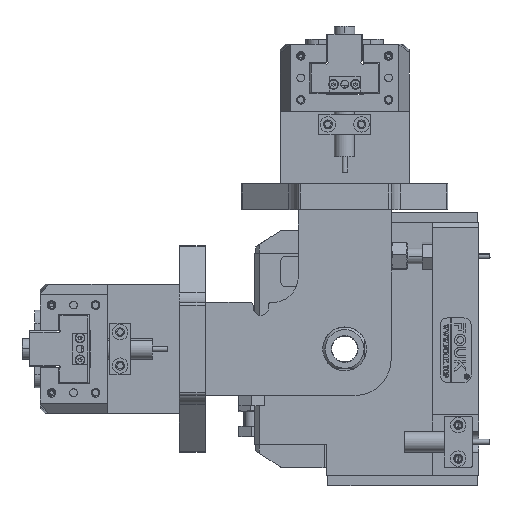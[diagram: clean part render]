
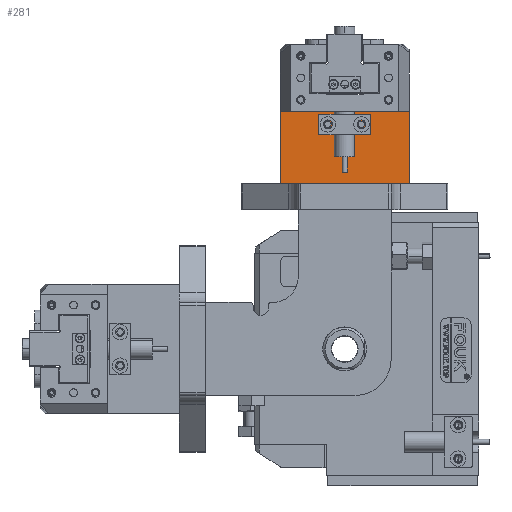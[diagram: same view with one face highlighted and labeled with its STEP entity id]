
A CAD part, left-side view. The second image highlights one B-rep face of the part: STEP entity #281.
In plain terms, the highlighted planar face has unit normal (-1, 0, 0).
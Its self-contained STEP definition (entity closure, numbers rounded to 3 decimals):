
#281 = ADVANCED_FACE ( 'NONE', ( #29255, #46149, #16713 ), #56886, .F. ) ;
#331 = CARTESIAN_POINT ( 'NONE',  ( -33.185, -0.48, 105.411 ) ) ;
#596 = AXIS2_PLACEMENT_3D ( 'NONE', #6964, #30612, #3631 ) ;
#859 = CIRCLE ( 'NONE', #25524, 1.25 ) ;
#995 = ORIENTED_EDGE ( 'NONE', *, *, #13151, .F. ) ;
#3288 = ORIENTED_EDGE ( 'NONE', *, *, #54575, .F. ) ;
#3631 = DIRECTION ( 'NONE',  ( 0., 0., 1. ) ) ;
#4490 = CIRCLE ( 'NONE', #18404, 1.25 ) ;
#4731 = CIRCLE ( 'NONE', #24636, 1.25 ) ;
#6174 = CARTESIAN_POINT ( 'NONE',  ( -33.185, -18.98, 99.161 ) ) ;
#6444 = ORIENTED_EDGE ( 'NONE', *, *, #55460, .T. ) ;
#6783 = DIRECTION ( 'NONE',  ( 0., 1., 0. ) ) ;
#6964 = CARTESIAN_POINT ( 'NONE',  ( -33.185, -0.48, 104.161 ) ) ;
#7668 = VERTEX_POINT ( 'NONE', #331 ) ;
#10269 = EDGE_CURVE ( 'NONE', #44359, #7668, #4731, .T. ) ;
#11730 = DIRECTION ( 'NONE',  ( 0., 0., 1. ) ) ;
#11922 = CARTESIAN_POINT ( 'NONE',  ( -33.185, -0.48, 102.911 ) ) ;
#13151 = EDGE_CURVE ( 'NONE', #23698, #56826, #4490, .T. ) ;
#13764 = CARTESIAN_POINT ( 'NONE',  ( -33.185, 31.02, 99.161 ) ) ;
#15046 = DIRECTION ( 'NONE',  ( -1., 0., 0. ) ) ;
#15173 = LINE ( 'NONE', #6174, #46079 ) ;
#16067 = DIRECTION ( 'NONE',  ( 0., 1., 0. ) ) ;
#16713 = FACE_OUTER_BOUND ( 'NONE', #42744, .T. ) ;
#17139 = DIRECTION ( 'NONE',  ( -1., 0., 0. ) ) ;
#18404 = AXIS2_PLACEMENT_3D ( 'NONE', #23143, #56724, #60659 ) ;
#21496 = LINE ( 'NONE', #47416, #23703 ) ;
#23143 = CARTESIAN_POINT ( 'NONE',  ( -33.185, 12.52, 104.161 ) ) ;
#23698 = VERTEX_POINT ( 'NONE', #34324 ) ;
#23703 = VECTOR ( 'NONE', #47204, 1000. ) ;
#24636 = AXIS2_PLACEMENT_3D ( 'NONE', #55403, #17139, #54799 ) ;
#25524 = AXIS2_PLACEMENT_3D ( 'NONE', #29742, #15046, #11730 ) ;
#27551 = VERTEX_POINT ( 'NONE', #37770 ) ;
#28704 = DIRECTION ( 'NONE',  ( 0., 0., -1. ) ) ;
#29255 = FACE_BOUND ( 'NONE', #55685, .T. ) ;
#29742 = CARTESIAN_POINT ( 'NONE',  ( -33.185, 12.52, 104.161 ) ) ;
#29826 = ORIENTED_EDGE ( 'NONE', *, *, #32624, .F. ) ;
#30612 = DIRECTION ( 'NONE',  ( -1., 0., 0. ) ) ;
#32525 = LINE ( 'NONE', #35608, #38236 ) ;
#32578 = VECTOR ( 'NONE', #37648, 1000. ) ;
#32624 = EDGE_CURVE ( 'NONE', #45499, #40657, #15173, .T. ) ;
#33185 = CARTESIAN_POINT ( 'NONE',  ( -33.185, -18.98, 99.161 ) ) ;
#34324 = CARTESIAN_POINT ( 'NONE',  ( -33.185, 12.52, 102.911 ) ) ;
#35608 = CARTESIAN_POINT ( 'NONE',  ( -33.185, 6.02, 127.161 ) ) ;
#37419 = CIRCLE ( 'NONE', #596, 1.25 ) ;
#37648 = DIRECTION ( 'NONE',  ( 0., 0., -1. ) ) ;
#37770 = CARTESIAN_POINT ( 'NONE',  ( -33.185, -18.98, 127.161 ) ) ;
#37781 = LINE ( 'NONE', #13764, #32578 ) ;
#38236 = VECTOR ( 'NONE', #16067, 1000. ) ;
#38958 = EDGE_CURVE ( 'NONE', #56826, #23698, #859, .T. ) ;
#39468 = ORIENTED_EDGE ( 'NONE', *, *, #38958, .F. ) ;
#40657 = VERTEX_POINT ( 'NONE', #56750 ) ;
#42333 = ORIENTED_EDGE ( 'NONE', *, *, #10269, .F. ) ;
#42681 = DIRECTION ( 'NONE',  ( 1., 0., 0. ) ) ;
#42744 = EDGE_LOOP ( 'NONE', ( #6444, #55095, #29826, #3288 ) ) ;
#44359 = VERTEX_POINT ( 'NONE', #11922 ) ;
#45499 = VERTEX_POINT ( 'NONE', #33185 ) ;
#46079 = VECTOR ( 'NONE', #6783, 1000. ) ;
#46149 = FACE_BOUND ( 'NONE', #52913, .T. ) ;
#46693 = CARTESIAN_POINT ( 'NONE',  ( -33.185, 31.02, 127.161 ) ) ;
#47006 = CARTESIAN_POINT ( 'NONE',  ( -33.185, -18.98, 99.161 ) ) ;
#47204 = DIRECTION ( 'NONE',  ( 0., 0., -1. ) ) ;
#47416 = CARTESIAN_POINT ( 'NONE',  ( -33.185, -18.98, 99.161 ) ) ;
#47521 = ORIENTED_EDGE ( 'NONE', *, *, #49253, .F. ) ;
#49253 = EDGE_CURVE ( 'NONE', #7668, #44359, #37419, .T. ) ;
#52344 = CARTESIAN_POINT ( 'NONE',  ( -33.185, 12.52, 105.411 ) ) ;
#52913 = EDGE_LOOP ( 'NONE', ( #39468, #995 ) ) ;
#53337 = EDGE_CURVE ( 'NONE', #57286, #40657, #37781, .T. ) ;
#54575 = EDGE_CURVE ( 'NONE', #27551, #45499, #21496, .T. ) ;
#54799 = DIRECTION ( 'NONE',  ( 0., 0., 1. ) ) ;
#55095 = ORIENTED_EDGE ( 'NONE', *, *, #53337, .T. ) ;
#55403 = CARTESIAN_POINT ( 'NONE',  ( -33.185, -0.48, 104.161 ) ) ;
#55460 = EDGE_CURVE ( 'NONE', #27551, #57286, #32525, .T. ) ;
#55685 = EDGE_LOOP ( 'NONE', ( #47521, #42333 ) ) ;
#56639 = AXIS2_PLACEMENT_3D ( 'NONE', #47006, #42681, #28704 ) ;
#56724 = DIRECTION ( 'NONE',  ( -1., 0., 0. ) ) ;
#56750 = CARTESIAN_POINT ( 'NONE',  ( -33.185, 31.02, 99.161 ) ) ;
#56826 = VERTEX_POINT ( 'NONE', #52344 ) ;
#56886 = PLANE ( 'NONE',  #56639 ) ;
#57286 = VERTEX_POINT ( 'NONE', #46693 ) ;
#60659 = DIRECTION ( 'NONE',  ( 0., 0., 1. ) ) ;
